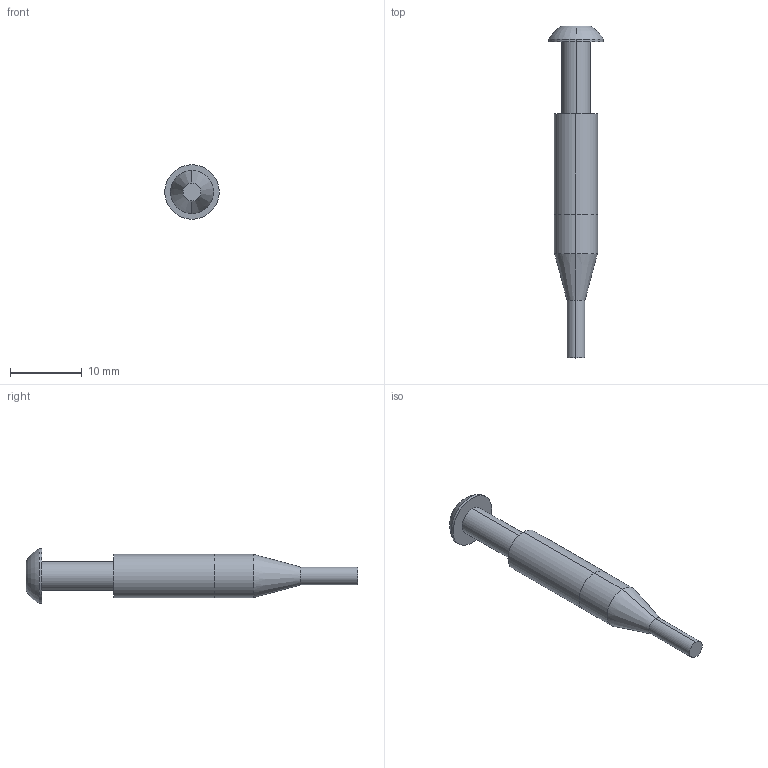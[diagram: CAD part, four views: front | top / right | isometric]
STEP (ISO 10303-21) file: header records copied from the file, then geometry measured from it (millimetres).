
FILE_DESCRIPTION (( 'STEP AP214' ), '1' );
FILE_NAME ('28785~0.STEP', '2019-07-16T09:38:59', ( '' ), ( '' ), 'SwSTEP 2.0', 'SolidWorks 2018', '' );
FILE_SCHEMA (( 'AUTOMOTIVE_DESIGN' ));
Length unit declared in the file: millimetre
Products named in the file (1): 28785~0
Bounding box: 7.6 x 46.2 x 7.6 mm (x, y, z)
Volume: 948.6 mm3; surface area: 887.3 mm2
Topology: 2 solids, 2 shells, 39 faces, 89 edges, 56 vertices
Faces by surface type: cylinder 27, plane 6, cone 4, torus 2
Entity records: 1197 total; most frequent: DIRECTION 227, CARTESIAN_POINT 185, ORIENTED_EDGE 178, AXIS2_PLACEMENT_3D 98, EDGE_CURVE 89, CIRCLE 58, VERTEX_POINT 56, EDGE_LOOP 41
